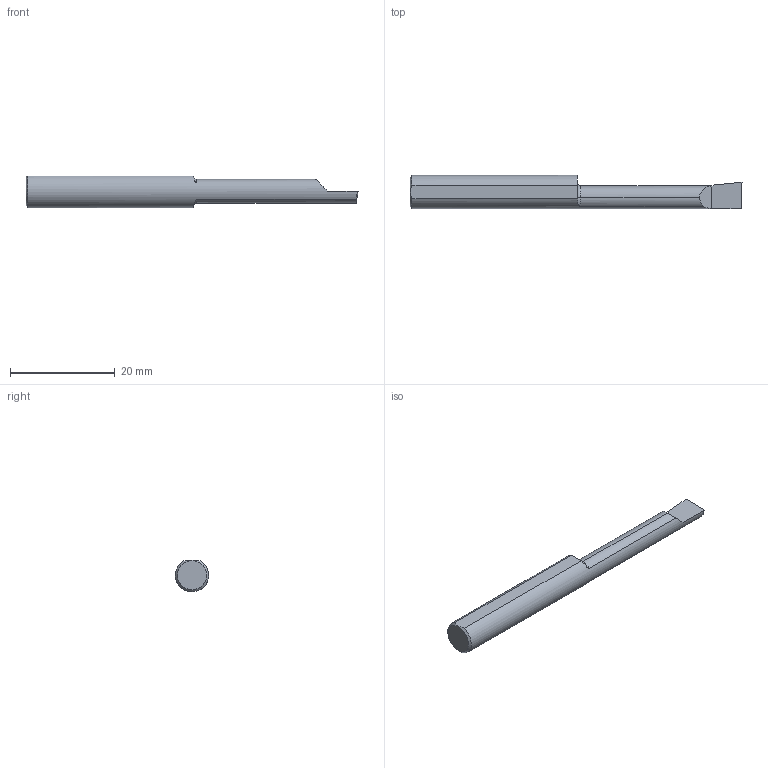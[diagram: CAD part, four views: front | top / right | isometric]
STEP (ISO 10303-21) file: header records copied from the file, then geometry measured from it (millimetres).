
FILE_DESCRIPTION (( 'STEP AP214' ), '1' );
FILE_NAME ('B2001200.STEP', '2019-07-25T18:29:06', ( '' ), ( '' ), 'SwSTEP 2.0', 'SolidWorks 2018', '' );
FILE_SCHEMA (( 'AUTOMOTIVE_DESIGN' ));
Length unit declared in the file: inch
Products named in the file (1): B2001200
Bounding box: 63.5 x 6.34 x 6.06 mm (x, y, z)
Volume: 1436.3 mm3; surface area: 1114.8 mm2
Topology: 1 solids, 1 shells, 21 faces, 54 edges, 35 vertices
Faces by surface type: plane 11, cylinder 4, torus 3, cone 3
Entity records: 709 total; most frequent: CARTESIAN_POINT 174, ORIENTED_EDGE 108, DIRECTION 99, EDGE_CURVE 54, AXIS2_PLACEMENT_3D 36, VERTEX_POINT 35, VECTOR 27, LINE 27
